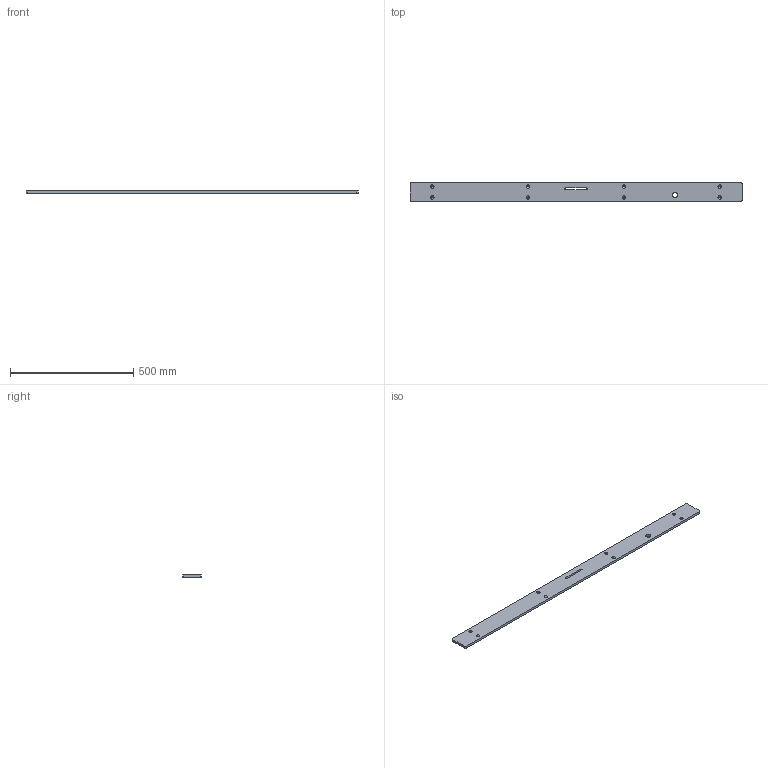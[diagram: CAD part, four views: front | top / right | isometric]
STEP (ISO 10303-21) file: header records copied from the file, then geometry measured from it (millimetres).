
FILE_DESCRIPTION(/* description */ ('FRAME WEARSTRIP, LH METRIC, UHMW PE BLACK'),/* implementation_level */ '2;1');
FILE_NAME(/* name */ 'stp_DPP-3001801-001.stp',/* time_stamp */ '2023-10-18T16:24:44-04:00',/* author */ ('jschwai'),/* organization */ (''),/* preprocessor_version */ 'ST-DEVELOPER v16.5',/* originating_system */ 'Autodesk Inventor 2017',/* authorisation */ '');
FILE_SCHEMA (('AUTOMOTIVE_DESIGN { 1 0 10303 214 3 1 1 }'));
Length unit declared in the file: millimetre
Products named in the file (1): DPP-3001801-001
Bounding box: 1345 x 75.8 x 10 mm (x, y, z)
Volume: 1004514.5 mm3; surface area: 233566.1 mm2
Topology: 1 solids, 1 shells, 31 faces, 87 edges, 58 vertices
Faces by surface type: cylinder 15, plane 8, cone 8
Full cylindrical faces by diameter (mm): 6.6 x8, 20 x1
Entity records: 932 total; most frequent: DIRECTION 164, CARTESIAN_POINT 144, ORIENTED_EDGE 124, AXIS2_PLACEMENT_3D 70, EDGE_LOOP 68, EDGE_CURVE 62, VERTEX_POINT 50, CIRCLE 38
